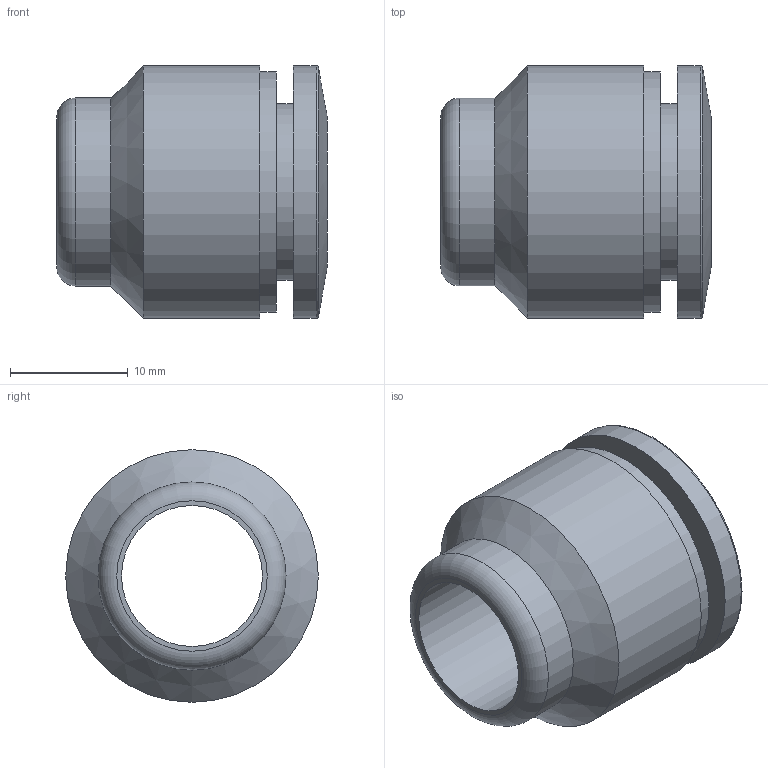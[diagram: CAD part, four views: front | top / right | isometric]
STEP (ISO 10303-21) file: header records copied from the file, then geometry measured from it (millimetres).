
FILE_DESCRIPTION(/* description */ ('STEP AP214'),/* implementation_level */ '2;1');
FILE_NAME(/* name */ '130708_QSC-12-20',/* time_stamp */ '2024-09-14T06:36:24+02:00',/* author */ ('License CC BY-ND 4.0'),/* organization */ ('CADENAS'),/* preprocessor_version */ 'ST-DEVELOPER v19.3',/* originating_system */ 'PARTsolutions',/* authorisation */ ' ');
FILE_SCHEMA (('AUTOMOTIVE_DESIGN {1 0 10303 214 3 1 1}'));
Length unit declared in the file: millimetre
Products named in the file (1): 130708 QSC-12-20
Bounding box: 23 x 21.5 x 21.5 mm (x, y, z)
Volume: 4329.6 mm3; surface area: 2962.8 mm2
Topology: 1 solids, 1 shells, 16 faces, 28 edges, 16 vertices
Faces by surface type: cylinder 6, plane 4, torus 3, cone 3
Full cylindrical faces by diameter (mm): 12 x1, 15.05 x1, 16 x1, 20.5 x1, 21.5 x2
Entity records: 465 total; most frequent: DIRECTION 66, CARTESIAN_POINT 49, AXIS2_PLACEMENT_3D 33, ORIENTED_EDGE 32, EDGE_LOOP 32, FACE_BOUND 32, EDGE_CURVE 16, VERTEX_POINT 16
